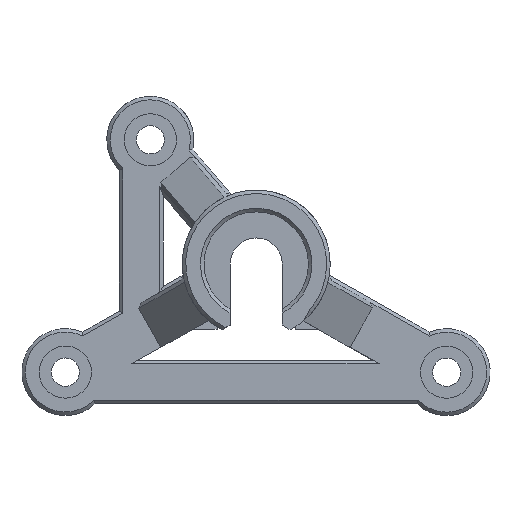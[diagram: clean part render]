
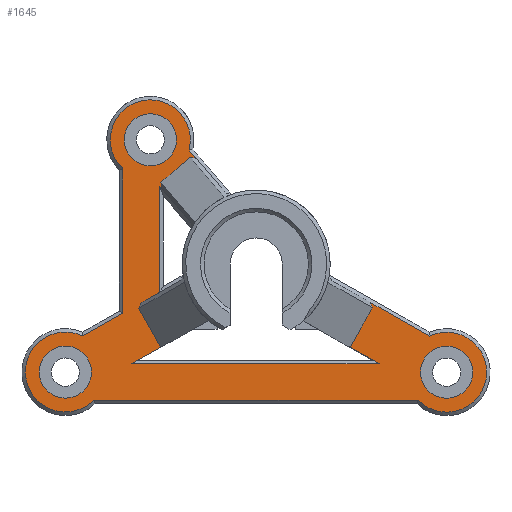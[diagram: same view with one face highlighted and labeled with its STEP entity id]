
A CAD part, front view. The second image highlights one B-rep face of the part: STEP entity #1645.
In plain terms, the highlighted planar face has unit normal (0, -1, 0).
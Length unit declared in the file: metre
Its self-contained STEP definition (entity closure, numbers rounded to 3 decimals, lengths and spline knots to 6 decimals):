
#81=CIRCLE('',#1733,0.003);
#83=CIRCLE('',#1737,0.003);
#85=CIRCLE('',#1741,0.003);
#88=CIRCLE('',#1746,0.0046);
#92=CIRCLE('',#1751,0.0046);
#96=CIRCLE('',#1756,0.0046);
#468=ORIENTED_EDGE('',*,*,#651,.T.);
#469=ORIENTED_EDGE('',*,*,#704,.T.);
#470=ORIENTED_EDGE('',*,*,#588,.T.);
#471=ORIENTED_EDGE('',*,*,#767,.T.);
#472=ORIENTED_EDGE('',*,*,#780,.F.);
#473=ORIENTED_EDGE('',*,*,#703,.F.);
#474=ORIENTED_EDGE('',*,*,#710,.T.);
#475=ORIENTED_EDGE('',*,*,#714,.T.);
#476=ORIENTED_EDGE('',*,*,#773,.T.);
#477=ORIENTED_EDGE('',*,*,#770,.F.);
#478=ORIENTED_EDGE('',*,*,#776,.F.);
#479=ORIENTED_EDGE('',*,*,#721,.T.);
#480=ORIENTED_EDGE('',*,*,#687,.T.);
#481=ORIENTED_EDGE('',*,*,#792,.T.);
#482=ORIENTED_EDGE('',*,*,#716,.T.);
#483=ORIENTED_EDGE('',*,*,#691,.T.);
#484=ORIENTED_EDGE('',*,*,#793,.T.);
#485=ORIENTED_EDGE('',*,*,#695,.T.);
#486=ORIENTED_EDGE('',*,*,#724,.T.);
#487=ORIENTED_EDGE('',*,*,#777,.T.);
#488=ORIENTED_EDGE('',*,*,#657,.F.);
#489=ORIENTED_EDGE('',*,*,#680,.F.);
#490=ORIENTED_EDGE('',*,*,#678,.F.);
#491=ORIENTED_EDGE('',*,*,#676,.F.);
#588=EDGE_CURVE('',#822,#821,#974,.T.);
#651=EDGE_CURVE('',#877,#876,#1012,.T.);
#657=EDGE_CURVE('',#877,#880,#1018,.T.);
#676=EDGE_CURVE('',#896,#896,#81,.T.);
#678=EDGE_CURVE('',#898,#898,#83,.T.);
#680=EDGE_CURVE('',#900,#900,#85,.T.);
#687=EDGE_CURVE('',#907,#906,#88,.T.);
#691=EDGE_CURVE('',#911,#910,#92,.T.);
#695=EDGE_CURVE('',#915,#914,#96,.T.);
#703=EDGE_CURVE('',#922,#919,#1037,.T.);
#704=EDGE_CURVE('',#876,#822,#1038,.T.);
#710=EDGE_CURVE('',#922,#924,#1044,.T.);
#714=EDGE_CURVE('',#924,#927,#1048,.T.);
#716=EDGE_CURVE('',#928,#911,#1050,.T.);
#721=EDGE_CURVE('',#916,#907,#1055,.T.);
#724=EDGE_CURVE('',#914,#931,#1058,.T.);
#767=EDGE_CURVE('',#821,#951,#1097,.T.);
#770=EDGE_CURVE('',#953,#954,#1100,.T.);
#773=EDGE_CURVE('',#927,#954,#1103,.T.);
#776=EDGE_CURVE('',#916,#953,#1106,.T.);
#777=EDGE_CURVE('',#931,#880,#1107,.T.);
#780=EDGE_CURVE('',#919,#951,#1110,.T.);
#792=EDGE_CURVE('',#906,#928,#1119,.T.);
#793=EDGE_CURVE('',#910,#915,#1120,.T.);
#821=VERTEX_POINT('',#2344);
#822=VERTEX_POINT('',#2346);
#876=VERTEX_POINT('',#2481);
#877=VERTEX_POINT('',#2483);
#880=VERTEX_POINT('',#2493);
#896=VERTEX_POINT('',#2536);
#898=VERTEX_POINT('',#2542);
#900=VERTEX_POINT('',#2548);
#906=VERTEX_POINT('',#2565);
#907=VERTEX_POINT('',#2567);
#910=VERTEX_POINT('',#2574);
#911=VERTEX_POINT('',#2576);
#914=VERTEX_POINT('',#2583);
#915=VERTEX_POINT('',#2585);
#916=VERTEX_POINT('',#2589);
#919=VERTEX_POINT('',#2596);
#922=VERTEX_POINT('',#2601);
#924=VERTEX_POINT('',#2613);
#927=VERTEX_POINT('',#2621);
#928=VERTEX_POINT('',#2626);
#931=VERTEX_POINT('',#2638);
#951=VERTEX_POINT('',#2724);
#953=VERTEX_POINT('',#2732);
#954=VERTEX_POINT('',#2733);
#974=LINE('',#2345,#1135);
#1012=LINE('',#2482,#1173);
#1018=LINE('',#2492,#1179);
#1037=LINE('',#2602,#1198);
#1038=LINE('',#2604,#1199);
#1044=LINE('',#2615,#1205);
#1048=LINE('',#2622,#1209);
#1050=LINE('',#2625,#1211);
#1055=LINE('',#2633,#1216);
#1058=LINE('',#2639,#1219);
#1097=LINE('',#2725,#1258);
#1100=LINE('',#2731,#1261);
#1103=LINE('',#2737,#1264);
#1106=LINE('',#2741,#1267);
#1107=LINE('',#2743,#1268);
#1110=LINE('',#2747,#1271);
#1119=LINE('',#2770,#1280);
#1120=LINE('',#2772,#1281);
#1135=VECTOR('',#1859,1.);
#1173=VECTOR('',#1953,1.);
#1179=VECTOR('',#1961,1.);
#1198=VECTOR('',#2068,1.);
#1199=VECTOR('',#2071,1.);
#1205=VECTOR('',#2081,1.);
#1209=VECTOR('',#2087,1.);
#1211=VECTOR('',#2091,1.);
#1216=VECTOR('',#2098,1.);
#1219=VECTOR('',#2103,1.);
#1258=VECTOR('',#2188,1.);
#1261=VECTOR('',#2195,1.);
#1264=VECTOR('',#2200,1.);
#1267=VECTOR('',#2205,1.);
#1268=VECTOR('',#2208,1.);
#1271=VECTOR('',#2213,1.);
#1280=VECTOR('',#2244,1.);
#1281=VECTOR('',#2247,1.);
#1372=EDGE_LOOP('',(#468,#469,#470,#471,#472,#473,#474,#475,#476,#477,#478,
#479,#480,#481,#482,#483,#484,#485,#486,#487,#488));
#1373=EDGE_LOOP('',(#489));
#1374=EDGE_LOOP('',(#490));
#1375=EDGE_LOOP('',(#491));
#1481=FACE_BOUND('',#1372,.T.);
#1482=FACE_BOUND('',#1373,.T.);
#1483=FACE_BOUND('',#1374,.T.);
#1484=FACE_BOUND('',#1375,.T.);
#1562=PLANE('',#1808);
#1645=ADVANCED_FACE('',(#1481,#1482,#1483,#1484),#1562,.T.);
#1733=AXIS2_PLACEMENT_3D('',#2535,#2005,#2006);
#1737=AXIS2_PLACEMENT_3D('',#2541,#2013,#2014);
#1741=AXIS2_PLACEMENT_3D('',#2547,#2021,#2022);
#1746=AXIS2_PLACEMENT_3D('',#2566,#2034,#2035);
#1751=AXIS2_PLACEMENT_3D('',#2575,#2044,#2045);
#1756=AXIS2_PLACEMENT_3D('',#2584,#2054,#2055);
#1808=AXIS2_PLACEMENT_3D('',#2773,#2248,#2249);
#1859=DIRECTION('',(0.873,0.,0.488));
#1953=DIRECTION('',(0.87,0.,-0.494));
#1961=DIRECTION('',(0.494,0.,0.87));
#2005=DIRECTION('',(0.,-1.,0.));
#2006=DIRECTION('',(0.,0.,-1.));
#2013=DIRECTION('',(0.,-1.,0.));
#2014=DIRECTION('',(0.,0.,-1.));
#2021=DIRECTION('',(0.,-1.,0.));
#2022=DIRECTION('',(0.,0.,-1.));
#2034=DIRECTION('',(0.,-1.,0.));
#2035=DIRECTION('',(0.,0.,1.));
#2044=DIRECTION('',(0.,-1.,0.));
#2045=DIRECTION('',(0.,0.,1.));
#2054=DIRECTION('',(0.,-1.,0.));
#2055=DIRECTION('',(0.,0.,1.));
#2068=DIRECTION('',(-0.87,0.,-0.493));
#2071=DIRECTION('',(-1.,0.,0.));
#2081=DIRECTION('',(0.,0.,1.));
#2087=DIRECTION('',(0.649,0.,-0.761));
#2091=DIRECTION('',(-0.87,0.,-0.493));
#2098=DIRECTION('',(-0.649,0.,0.761));
#2103=DIRECTION('',(-0.87,0.,0.494));
#2188=DIRECTION('',(-0.493,0.,0.87));
#2195=DIRECTION('',(-0.761,0.,-0.649));
#2200=DIRECTION('',(-0.097,0.,0.995));
#2205=DIRECTION('',(-0.967,0.,0.254));
#2208=DIRECTION('',(0.426,0.,-0.905));
#2213=DIRECTION('',(-0.432,0.,-0.902));
#2244=DIRECTION('',(0.,0.,-1.));
#2247=DIRECTION('',(1.,0.,0.));
#2248=DIRECTION('',(0.,-1.,0.));
#2249=DIRECTION('',(1.,0.,0.));
#2344=CARTESIAN_POINT('',(-0.066665,-0.003203,0.097809));
#2345=CARTESIAN_POINT('',(-0.070059,-0.003203,0.095911));
#2346=CARTESIAN_POINT('',(-0.070059,-0.003203,0.095911));
#2481=CARTESIAN_POINT('',(-0.04157,-0.003203,0.095911));
#2482=CARTESIAN_POINT('',(-0.044914,-0.003203,0.09781));
#2483=CARTESIAN_POINT('',(-0.044914,-0.003203,0.09781));
#2492=CARTESIAN_POINT('',(-0.044914,-0.003203,0.09781));
#2493=CARTESIAN_POINT('',(-0.042329,-0.003203,0.102361));
#2535=CARTESIAN_POINT('',(-0.067871,-0.003203,0.121661));
#2536=CARTESIAN_POINT('',(-0.067871,-0.003203,0.118661));
#2541=CARTESIAN_POINT('',(-0.077641,-0.003203,0.09496));
#2542=CARTESIAN_POINT('',(-0.077641,-0.003203,0.09196));
#2547=CARTESIAN_POINT('',(-0.033805,-0.003203,0.094951));
#2548=CARTESIAN_POINT('',(-0.033805,-0.003203,0.091951));
#2565=CARTESIAN_POINT('',(-0.071023,-0.003203,0.11831));
#2566=CARTESIAN_POINT('',(-0.067871,-0.003203,0.121661));
#2567=CARTESIAN_POINT('',(-0.06342,-0.003203,0.1205));
#2574=CARTESIAN_POINT('',(-0.074385,-0.003203,0.091711));
#2575=CARTESIAN_POINT('',(-0.077641,-0.003203,0.09496));
#2576=CARTESIAN_POINT('',(-0.075658,-0.003203,0.09911));
#2583=CARTESIAN_POINT('',(-0.035783,-0.003203,0.099104));
#2584=CARTESIAN_POINT('',(-0.033805,-0.003203,0.094951));
#2585=CARTESIAN_POINT('',(-0.03707,-0.003203,0.091711));
#2589=CARTESIAN_POINT('',(-0.062574,-0.003203,0.119508));
#2596=CARTESIAN_POINT('',(-0.068907,-0.003203,0.102933));
#2601=CARTESIAN_POINT('',(-0.066789,-0.003203,0.104133));
#2602=CARTESIAN_POINT('',(-0.066789,-0.003203,0.104133));
#2604=CARTESIAN_POINT('',(-0.04157,-0.003203,0.095911));
#2613=CARTESIAN_POINT('',(-0.066789,-0.003203,0.11633));
#2615=CARTESIAN_POINT('',(-0.066789,-0.003203,0.104133));
#2621=CARTESIAN_POINT('',(-0.066584,-0.003203,0.11609));
#2622=CARTESIAN_POINT('',(-0.066789,-0.003203,0.11633));
#2625=CARTESIAN_POINT('',(-0.071023,-0.003203,0.101735));
#2626=CARTESIAN_POINT('',(-0.071023,-0.003203,0.101735));
#2633=CARTESIAN_POINT('',(-0.062574,-0.003203,0.119508));
#2638=CARTESIAN_POINT('',(-0.042625,-0.003203,0.102989));
#2639=CARTESIAN_POINT('',(-0.035783,-0.003203,0.099104));
#2724=CARTESIAN_POINT('',(-0.069209,-0.003203,0.102302));
#2725=CARTESIAN_POINT('',(-0.066665,-0.003203,0.097809));
#2731=CARTESIAN_POINT('',(-0.063251,-0.003203,0.119686));
#2732=CARTESIAN_POINT('',(-0.063251,-0.003203,0.119686));
#2733=CARTESIAN_POINT('',(-0.066652,-0.003203,0.116786));
#2737=CARTESIAN_POINT('',(-0.066584,-0.003203,0.11609));
#2741=CARTESIAN_POINT('',(-0.062574,-0.003203,0.119508));
#2743=CARTESIAN_POINT('',(-0.042625,-0.003203,0.102989));
#2747=CARTESIAN_POINT('',(-0.068907,-0.003203,0.102933));
#2770=CARTESIAN_POINT('',(-0.071023,-0.003203,0.11831));
#2772=CARTESIAN_POINT('',(-0.074385,-0.003203,0.091711));
#2773=CARTESIAN_POINT('',(-0.055721,-0.003203,0.109004));
